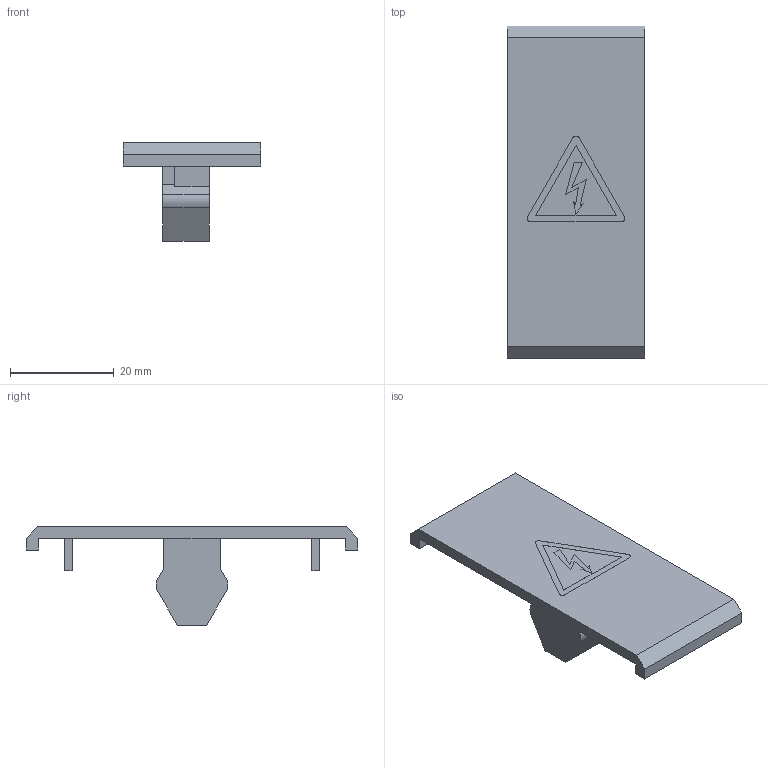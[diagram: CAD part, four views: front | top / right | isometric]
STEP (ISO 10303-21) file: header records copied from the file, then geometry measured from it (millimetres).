
FILE_DESCRIPTION(('CATIA V5R19 STEP'),'2;1');
FILE_NAME ('D1448066_0_1062860000_1062860000.stp','2014-12-17T11:08:14+00:00',('none'),('Weidmueller'),'CATIA Version 5 Release 20 SP 5 (IN-10)','CATIA V5 STEP AP214','none');
FILE_SCHEMA(('AUTOMOTIVE_DESIGN { 1 0 10303 214 1 1 1 1 }'));
Length unit declared in the file: millimetre
Products named in the file (1): WAD 27
Bounding box: 26.5 x 64 x 19.01 mm (x, y, z)
Volume: 5669.5 mm3; surface area: 4989.3 mm2
Topology: 3 solids, 3 shells, 57 faces, 144 edges, 96 vertices
Faces by surface type: plane 52, cylinder 5
Entity records: 1860 total; most frequent: CARTESIAN_POINT 293, ORIENTED_EDGE 288, DIRECTION 248, EDGE_CURVE 144, VECTOR 134, LINE 134, VERTEX_POINT 96, AXIS2_PLACEMENT_3D 63
